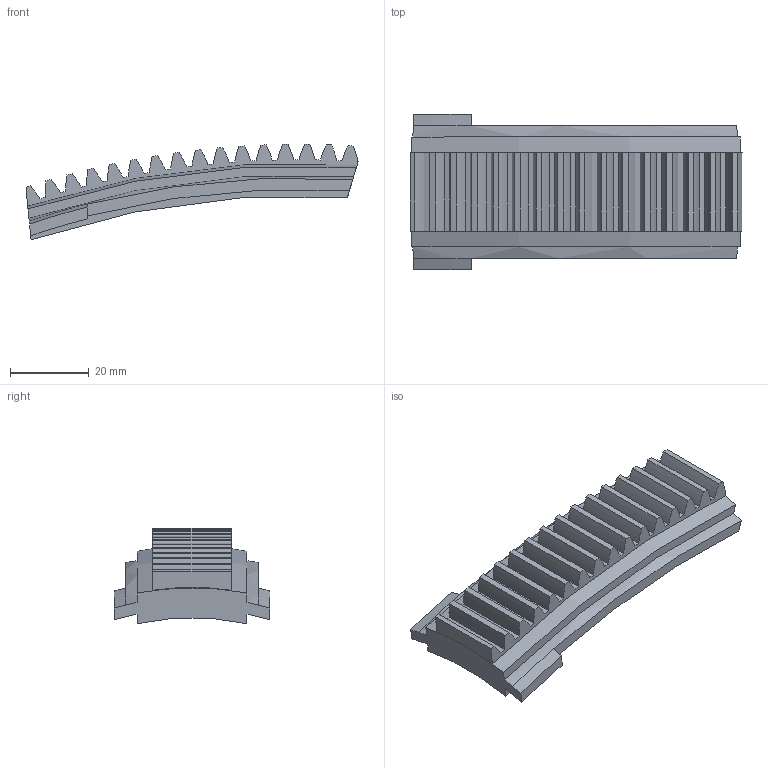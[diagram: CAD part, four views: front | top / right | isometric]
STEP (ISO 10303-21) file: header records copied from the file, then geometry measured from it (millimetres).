
FILE_DESCRIPTION(/* description */ (''),/* implementation_level */ '2;1');
FILE_NAME(/* name */ '',/* time_stamp */ '2025-12-10T19:34:22+03:00',/* author */ ('Phantom'),/* organization */ (''),/* preprocessor_version */ 'ST-DEVELOPER v20.1',/* originating_system */ 'Autodesk Inventor 2026',/* authorisation */ '');
FILE_SCHEMA (('AUTOMOTIVE_DESIGN { 1 0 10303 214 3 1 1 }'));
Length unit declared in the file: millimetre
Products named in the file (1): Деталь1
Bounding box: 84.56 x 39.66 x 24.27 mm (x, y, z)
Volume: 23639.3 mm3; surface area: 9998.9 mm2
Topology: 1 solids, 1 shells, 88 faces, 283 edges, 222 vertices
Faces by surface type: cylinder 62, plane 16, bspline 10
Entity records: 3308 total; most frequent: CARTESIAN_POINT 678, DIRECTION 570, ORIENTED_EDGE 508, EDGE_CURVE 254, AXIS2_PLACEMENT_3D 236, VERTEX_POINT 168, CIRCLE 155, LINE 98
